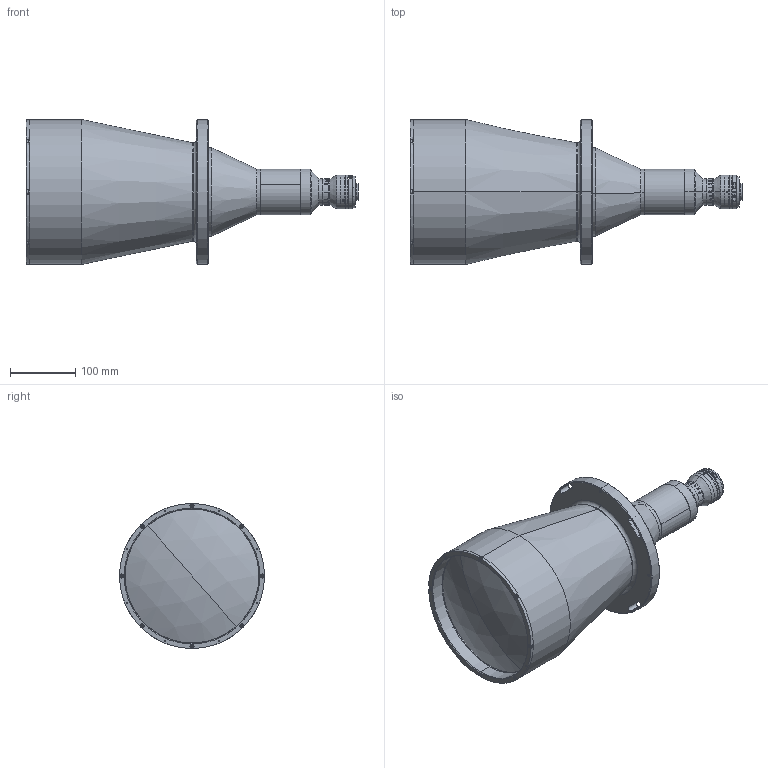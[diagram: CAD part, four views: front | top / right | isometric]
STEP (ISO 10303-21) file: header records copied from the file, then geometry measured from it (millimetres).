
FILE_DESCRIPTION (( 'STEP AP203' ), '1' );
FILE_NAME ('XF-PTL19516-C.STEP', '2019-07-22T08:30:15', ( 'puyufan' ), ( '' ), 'SwSTEP 2.0', 'SolidWorks 2014', '' );
FILE_SCHEMA (( 'CONFIG_CONTROL_DESIGN' ));
Length unit declared in the file: millimetre
Products named in the file (1): XF-PTL19516-C
Bounding box: 508.4 x 222 x 222 mm (x, y, z)
Surface area: 365706.5 mm2 (no closed solid volume)
Topology: 0 solids, 39 shells, 283 faces, 1249 edges, 998 vertices
Faces by surface type: cylinder 142, plane 87, cone 32, torus 18, sphere 4
Entity records: 17701 total; most frequent: CARTESIAN_POINT 7535, DIRECTION 2115, ORIENTED_EDGE 1797, EDGE_CURVE 1249, VERTEX_POINT 998, AXIS2_PLACEMENT_3D 814, CIRCLE 530, LINE 487
